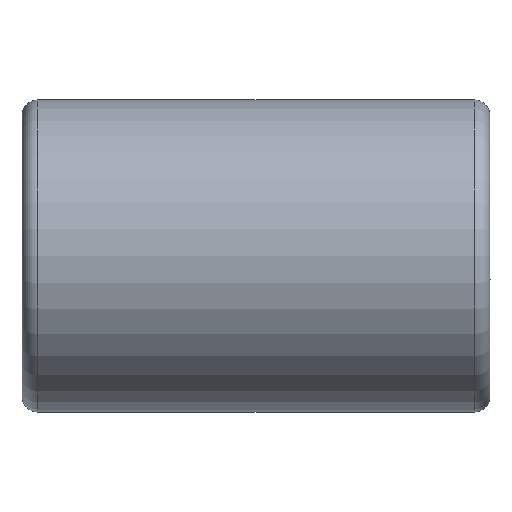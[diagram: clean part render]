
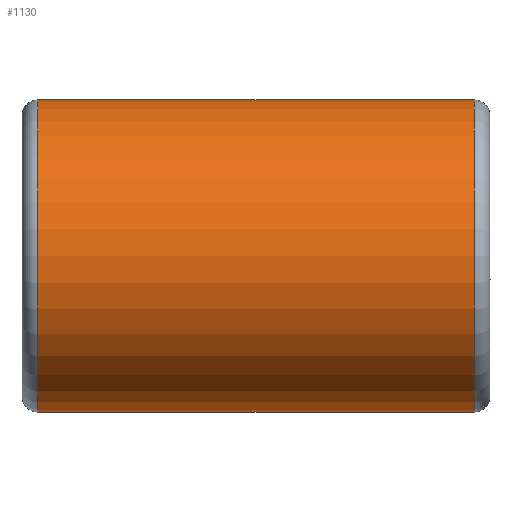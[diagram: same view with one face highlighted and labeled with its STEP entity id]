
A CAD part, top view. The second image highlights one B-rep face of the part: STEP entity #1130.
In plain terms, the highlighted cylindrical face has radius 100 mm (diameter 200 mm), a partial arc.
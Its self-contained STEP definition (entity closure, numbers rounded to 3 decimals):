
#212=FACE_OUTER_BOUND('',#276,.T.);
#276=EDGE_LOOP('',(#997,#998,#999,#1000));
#361=LINE('',#4545,#455);
#368=LINE('',#4569,#462);
#455=VECTOR('',#1597,10.);
#462=VECTOR('',#1624,10.);
#506=CIRCLE('',#1332,100.);
#513=CIRCLE('',#1344,100.);
#594=VERTEX_POINT('',#4497);
#596=VERTEX_POINT('',#4502);
#601=VERTEX_POINT('',#4544);
#605=VERTEX_POINT('',#4556);
#731=EDGE_CURVE('',#596,#594,#506,.T.);
#739=EDGE_CURVE('',#601,#594,#361,.T.);
#747=EDGE_CURVE('',#601,#605,#513,.T.);
#752=EDGE_CURVE('',#605,#596,#368,.T.);
#997=ORIENTED_EDGE('',*,*,#731,.F.);
#998=ORIENTED_EDGE('',*,*,#752,.F.);
#999=ORIENTED_EDGE('',*,*,#747,.F.);
#1000=ORIENTED_EDGE('',*,*,#739,.T.);
#1083=CYLINDRICAL_SURFACE('',#1348,100.);
#1130=ADVANCED_FACE('',(#212),#1083,.T.);
#1332=AXIS2_PLACEMENT_3D('',#4504,#1581,#1582);
#1344=AXIS2_PLACEMENT_3D('',#4560,#1613,#1614);
#1348=AXIS2_PLACEMENT_3D('',#4570,#1625,#1626);
#1581=DIRECTION('center_axis',(1.,0.,0.));
#1582=DIRECTION('ref_axis',(0.,0.,1.));
#1597=DIRECTION('',(1.,0.,0.));
#1613=DIRECTION('center_axis',(-1.,0.,0.));
#1614=DIRECTION('ref_axis',(0.,0.,1.));
#1624=DIRECTION('',(1.,0.,0.));
#1625=DIRECTION('center_axis',(1.,0.,0.));
#1626=DIRECTION('ref_axis',(0.,-1.,0.));
#4497=CARTESIAN_POINT('',(290.,0.,50.));
#4502=CARTESIAN_POINT('',(290.,200.,50.));
#4504=CARTESIAN_POINT('Origin',(290.,100.,50.));
#4544=CARTESIAN_POINT('',(10.,0.,50.));
#4545=CARTESIAN_POINT('',(0.,0.,50.));
#4556=CARTESIAN_POINT('',(10.,200.,50.));
#4560=CARTESIAN_POINT('Origin',(10.,100.,50.));
#4569=CARTESIAN_POINT('',(0.,200.,50.));
#4570=CARTESIAN_POINT('Origin',(0.,100.,50.));
